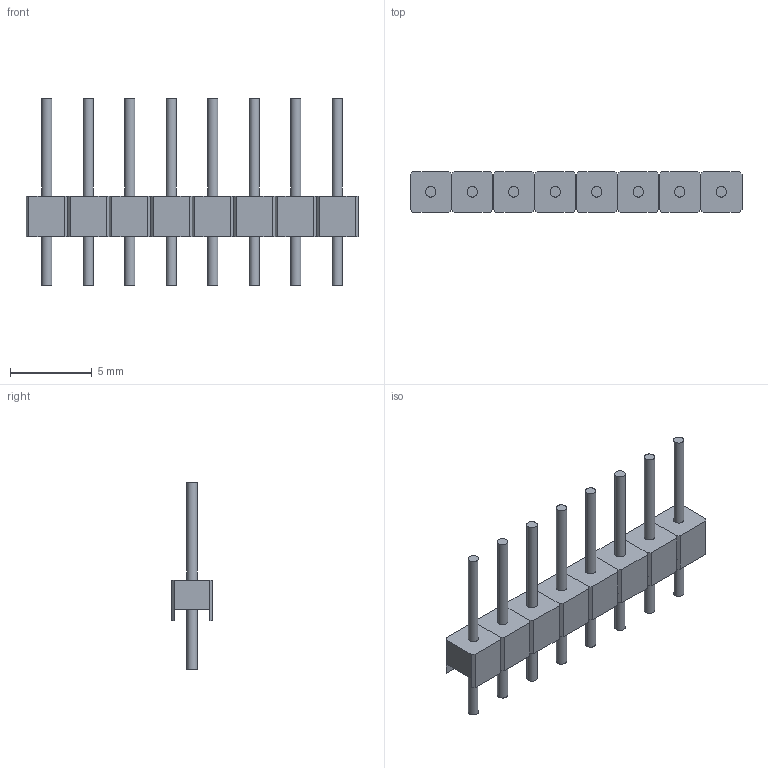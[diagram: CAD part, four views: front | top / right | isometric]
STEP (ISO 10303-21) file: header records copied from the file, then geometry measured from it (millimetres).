
FILE_DESCRIPTION(('STEP AP214'), '1');
FILE_NAME('Äåòàëü', '2015-07-13T10:42:14', ('Àíòîí'), (''), 'ASCON STEP Converter 1.3', 'ASCON Math Kernel', '');
FILE_SCHEMA(('AUTOMOTIVE_DESIGN { 1 0 10303 214 3 1 1}'));
Length unit declared in the file: millimetre
Bounding box: 20.33 x 2.5 x 11.5 mm (x, y, z)
Volume: 120.1 mm3; surface area: 454.6 mm2
Topology: 8 solids, 8 shells, 144 faces, 304 edges, 192 vertices
Faces by surface type: plane 128, cylinder 16
Full cylindrical faces by diameter (mm): 0.64 x16
Entity records: 4922 total; most frequent: CARTESIAN_POINT 625, DIRECTION 610, ORIENTED_EDGE 576, EDGE_CURVE 288, LINE 256, VECTOR 256, VERTEX_POINT 192, AXIS2_PLACEMENT_3D 177
